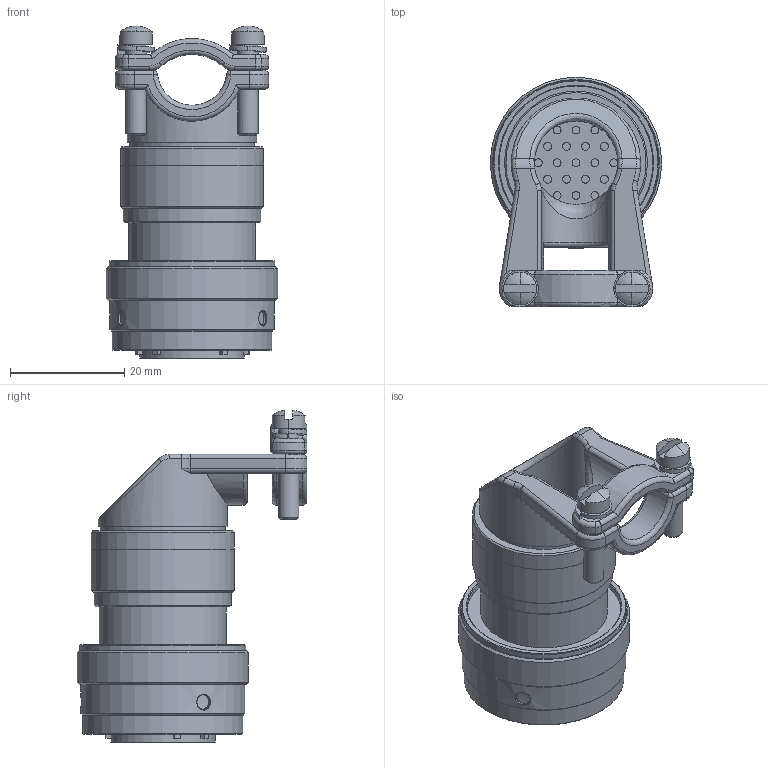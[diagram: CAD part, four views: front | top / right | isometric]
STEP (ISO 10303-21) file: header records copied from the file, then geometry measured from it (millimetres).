
FILE_DESCRIPTION(/* description */ ('Alibre Inc.'),/* implementation_level */ '2;1');
FILE_NAME(/* name */ 'export0',/* time_stamp */ '2014-10-20T14:52:43-07:00',/* author */ (''),/* organization */ (''),/* preprocessor_version */ 'ST-DEVELOPER v14',/* originating_system */ 'Alibre',/* authorisation */ '');
FILE_SCHEMA (('CONFIG_CONTROL_DESIGN'));
Length unit declared in the file: centimetre
Products named in the file (1): ID_1
Bounding box: 29.98 x 40.2 x 58.06 mm (x, y, z)
Volume: 21970.5 mm3; surface area: 8958.4 mm2
Topology: 1 solids, 1 shells, 304 faces, 691 edges, 437 vertices
Faces by surface type: plane 108, cylinder 102, torus 38, cone 30, bspline 16, sphere 10
Full cylindrical faces by diameter (mm): 1.372 x19, 2.54 x3, 3.556 x2, 14.605 x1, 16.586 x1, 18.034 x1, 18.288 x1, 21.844 x1, 22.225 x1, 22.555 x1, 22.606 x1, 24.003 x1, 25.019 x1, 25.02 x1, 26.924 x1, 27.94 x1, 28.702 x1, 28.956 x1, 29.98 x1
Entity records: 9871 total; most frequent: CARTESIAN_POINT 3740, ORIENTED_EDGE 1190, DIRECTION 1172, EDGE_CURVE 591, AXIS2_PLACEMENT_3D 551, EDGE_LOOP 431, FACE_BOUND 431, VERTEX_POINT 409
